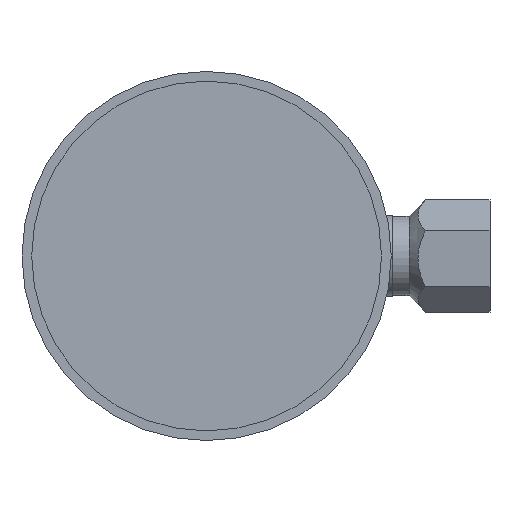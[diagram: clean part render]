
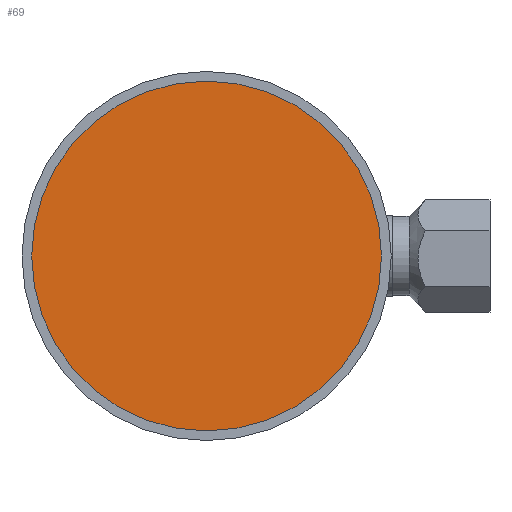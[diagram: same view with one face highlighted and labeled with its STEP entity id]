
A CAD part, front view. The second image highlights one B-rep face of the part: STEP entity #69.
In plain terms, the highlighted planar face has unit normal (0, -1, 0).
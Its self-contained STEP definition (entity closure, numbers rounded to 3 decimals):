
#69 = ADVANCED_FACE( '', ( #154 ), #155, .F. );
#154 = FACE_OUTER_BOUND( '', #268, .T. );
#155 = PLANE( '', #269 );
#268 = EDGE_LOOP( '', ( #388 ) );
#269 = AXIS2_PLACEMENT_3D( '', #389, #390, #391 );
#388 = ORIENTED_EDGE( '', *, *, #558, .F. );
#389 = CARTESIAN_POINT( '', ( 0., -76., 0. ) );
#390 = DIRECTION( '', ( 0., 1., 0. ) );
#391 = DIRECTION( '', ( 0., 0., 1. ) );
#558 = EDGE_CURVE( '', #634, #634, #635, .T. );
#634 = VERTEX_POINT( '', #795 );
#635 = CIRCLE( '', #796, 54. );
#795 = CARTESIAN_POINT( '', ( 54., -76., 0. ) );
#796 = AXIS2_PLACEMENT_3D( '', #989, #990, #991 );
#989 = CARTESIAN_POINT( '', ( 0., -76., 0. ) );
#990 = DIRECTION( '', ( 0., 1., 0. ) );
#991 = DIRECTION( '', ( 1., 0., 0. ) );
